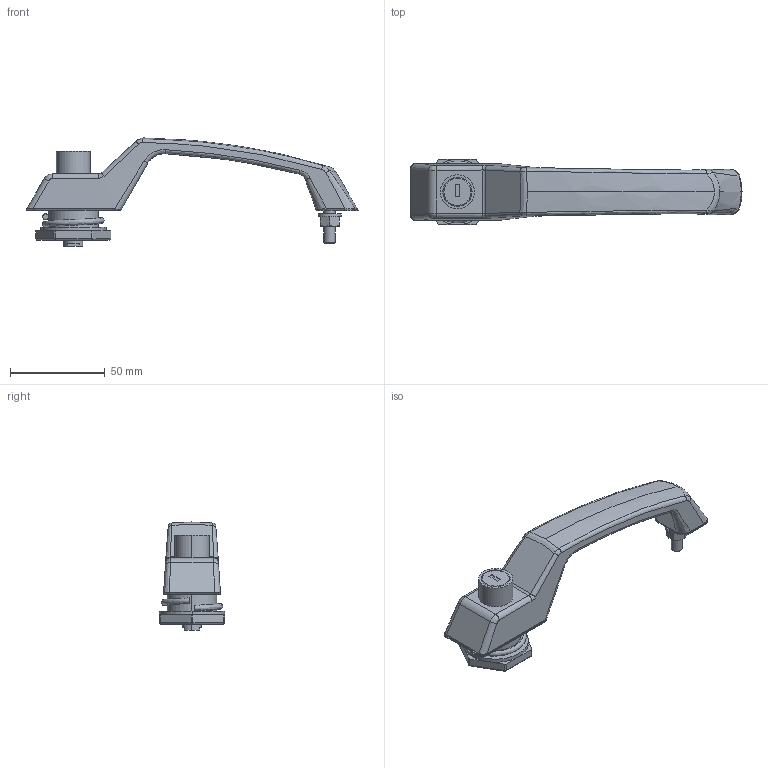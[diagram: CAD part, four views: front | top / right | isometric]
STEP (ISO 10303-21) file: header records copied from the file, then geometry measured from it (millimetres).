
FILE_DESCRIPTION (( 'STEP AP203' ), '1' );
FILE_NAME ('A-870-S_Œö.STEP', '2008-09-18T12:39:27', ( ' ' ), ( ' ' ), 'SwSTEP 2.0', 'SolidWorks 2007', '' );
FILE_SCHEMA (( 'CONFIG_CONTROL_DESIGN' ));
Length unit declared in the file: millimetre
Products named in the file (11): A-870-S_公; スプリングワッシャーM6_JIS B 1251 No.2 6; 六角ナットM6（1種）_JIS B 1181 Hexagon nut - Class 1 Finished M6 --N; A-870踢诎氖忒份乮戝乯_棉太倌; A-870踢诎氖忒份乮彫乯_棉太倌; A-870取手_A-870取手_公開用; A-870-S巭傔斅_棉太倌; A-870-S钾堇薨_A-870-S钾堇薨_岞奐梡; 榋妏寠晅巭傔偹偠M6_棉太倌; 儕儞僌儚僢僔儍乕M26乮冇3乯_棉太倌; 榋妏僫僢僩M26亊P1.0乮僞僉僎儞乯_棉太倌
Assembly tree (10 placements, depth 2):
  A-870-S_公
    六角ナットM6（1種）_JIS B 1181 Hexagon nut - Class 1 Finished M6 --N
    榋妏僫僢僩M26亊P1.0乮僞僉僎儞乯_棉太倌
    A-870-S钾堇薨_A-870-S钾堇薨_岞奐梡
    A-870取手_A-870取手_公開用
    榋妏寠晅巭傔偹偠M6_棉太倌
    A-870-S巭傔斅_棉太倌
    スプリングワッシャーM6_JIS B 1251 No.2 6
    A-870踢诎氖忒份乮戝乯_棉太倌
    儕儞僌儚僢僔儍乕M26乮冇3乯_棉太倌
    A-870踢诎氖忒份乮彫乯_棉太倌
Bounding box: 175 x 34.5 x 56.98 mm (x, y, z)
Volume: 71279.4 mm3; surface area: 29547.3 mm2
Topology: 10 solids, 10 shells, 293 faces, 685 edges, 412 vertices
Faces by surface type: cylinder 102, plane 98, bspline 48, cone 32, sphere 7, torus 6
Entity records: 12841 total; most frequent: CARTESIAN_POINT 5354, ORIENTED_EDGE 1338, DIRECTION 1276, EDGE_CURVE 669, AXIS2_PLACEMENT_3D 494, VERTEX_POINT 412, EDGE_LOOP 329, ADVANCED_FACE 293
